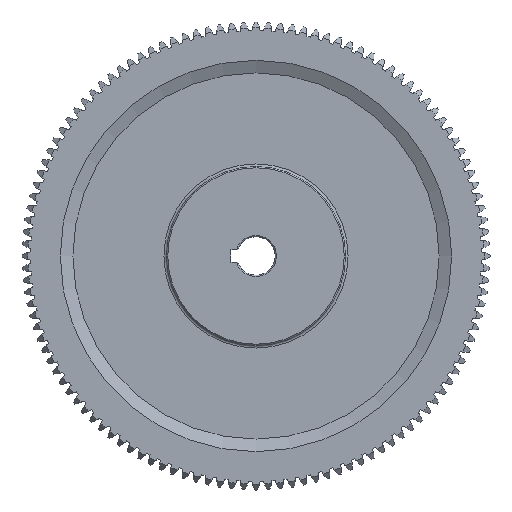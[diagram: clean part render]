
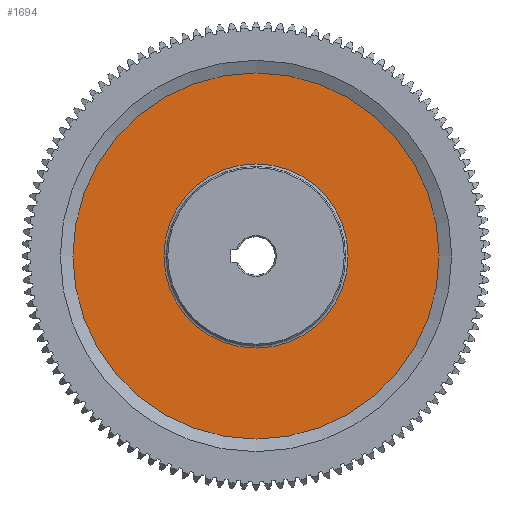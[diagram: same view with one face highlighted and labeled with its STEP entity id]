
A CAD part, left-side view. The second image highlights one B-rep face of the part: STEP entity #1694.
In plain terms, the highlighted planar face has unit normal (-1, 0, 0).
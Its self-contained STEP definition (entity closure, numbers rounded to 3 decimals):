
#1694 = ADVANCED_FACE( '', ( #3681, #3682 ), #3683, .T. );
#3681 = FACE_BOUND( '', #5956, .T. );
#3682 = FACE_OUTER_BOUND( '', #5957, .T. );
#3683 = PLANE( '', #5958 );
#5956 = EDGE_LOOP( '', ( #11762 ) );
#5957 = EDGE_LOOP( '', ( #11763 ) );
#5958 = AXIS2_PLACEMENT_3D( '', #11764, #11765, #11766 );
#11762 = ORIENTED_EDGE( '', *, *, #16690, .T. );
#11763 = ORIENTED_EDGE( '', *, *, #16691, .F. );
#11764 = CARTESIAN_POINT( '', ( 2.5, 71.593, 0. ) );
#11765 = DIRECTION( '', ( -1., 0., 0. ) );
#11766 = DIRECTION( '', ( 0., 0., 1. ) );
#16690 = EDGE_CURVE( '', #21073, #21073, #21074, .T. );
#16691 = EDGE_CURVE( '', #21075, #21075, #21076, .T. );
#21073 = VERTEX_POINT( '', #27316 );
#21074 = CIRCLE( '', #27317, 36. );
#21075 = VERTEX_POINT( '', #27318 );
#21076 = CIRCLE( '', #27319, 71.593 );
#27316 = CARTESIAN_POINT( '', ( 2.5, 0., -36. ) );
#27317 = AXIS2_PLACEMENT_3D( '', #32064, #32065, #32066 );
#27318 = CARTESIAN_POINT( '', ( 2.5, 0., -71.593 ) );
#27319 = AXIS2_PLACEMENT_3D( '', #32067, #32068, #32069 );
#32064 = CARTESIAN_POINT( '', ( 2.5, 0., 0. ) );
#32065 = DIRECTION( '', ( 1., 0., 0. ) );
#32066 = DIRECTION( '', ( 0., 0., -1. ) );
#32067 = CARTESIAN_POINT( '', ( 2.5, 0., 0. ) );
#32068 = DIRECTION( '', ( 1., 0., 0. ) );
#32069 = DIRECTION( '', ( 0., 0., -1. ) );
